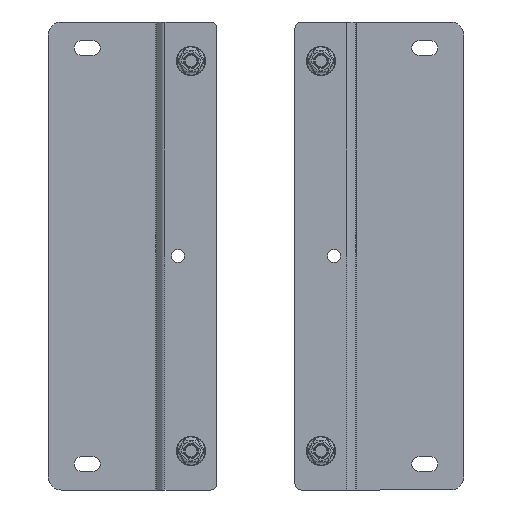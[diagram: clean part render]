
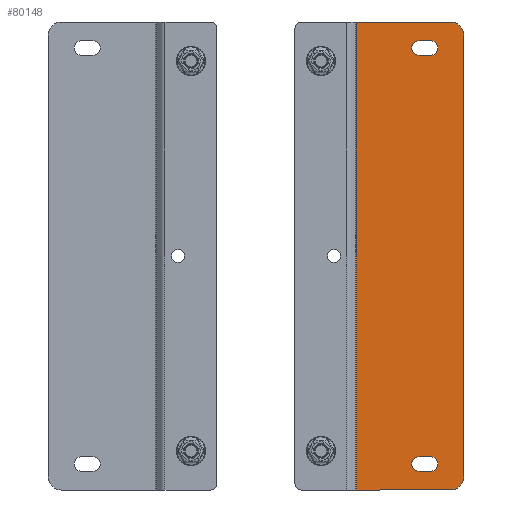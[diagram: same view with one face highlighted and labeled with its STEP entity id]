
A CAD part, front view. The second image highlights one B-rep face of the part: STEP entity #80148.
In plain terms, the highlighted planar face has unit normal (0, -1, 0).
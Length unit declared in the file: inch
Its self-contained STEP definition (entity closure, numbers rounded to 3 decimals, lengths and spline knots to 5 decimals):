
#449 = AXIS2_PLACEMENT_3D ( 'NONE', #16995, #36392, #23986 ) ;
#1272 = EDGE_CURVE ( 'NONE', #22650, #76024, #13540, .T. ) ;
#1478 = CARTESIAN_POINT ( 'NONE',  ( 2.21068, 0.125, -4.5 ) ) ;
#1576 = EDGE_CURVE ( 'NONE', #50543, #60375, #40924, .T. ) ;
#3469 = PLANE ( 'NONE',  #51530 ) ;
#3750 = ORIENTED_EDGE ( 'NONE', *, *, #32620, .T. ) ;
#3780 = CARTESIAN_POINT ( 'NONE',  ( 2.495, 0.125, 4.1405 ) ) ;
#4076 = ORIENTED_EDGE ( 'NONE', *, *, #18541, .T. ) ;
#4512 = DIRECTION ( 'NONE',  ( 0., 0., -1. ) ) ;
#7759 = LINE ( 'NONE', #45790, #80635 ) ;
#10053 = DIRECTION ( 'NONE',  ( 0., 0., -1. ) ) ;
#10874 = CIRCLE ( 'NONE', #69036, 0.25 ) ;
#11662 = CARTESIAN_POINT ( 'NONE',  ( 2.6045, 0.125, -4.1405 ) ) ;
#12422 = VERTEX_POINT ( 'NONE', #66959 ) ;
#13388 = DIRECTION ( 'NONE',  ( 1., 0., 0. ) ) ;
#13519 = VECTOR ( 'NONE', #13388, 39.37008 ) ;
#13540 = CIRCLE ( 'NONE', #25419, 0.25 ) ;
#14445 = DIRECTION ( 'NONE',  ( 0., 0., -1. ) ) ;
#16971 = CARTESIAN_POINT ( 'NONE',  ( 2.995, 0.125, 4.5 ) ) ;
#16995 = CARTESIAN_POINT ( 'NONE',  ( 2.3855, 0.125, -4. ) ) ;
#18541 = EDGE_CURVE ( 'NONE', #22650, #37418, #79639, .T. ) ;
#20022 = VECTOR ( 'NONE', #45277, 39.37008 ) ;
#20580 = AXIS2_PLACEMENT_3D ( 'NONE', #58981, #20584, #46142 ) ;
#20584 = DIRECTION ( 'NONE',  ( 0., 1., 0. ) ) ;
#21022 = VECTOR ( 'NONE', #74478, 39.37008 ) ;
#21045 = ORIENTED_EDGE ( 'NONE', *, *, #34134, .F. ) ;
#22467 = CARTESIAN_POINT ( 'NONE',  ( 1.17636, 0.125, -4.5 ) ) ;
#22650 = VERTEX_POINT ( 'NONE', #16971 ) ;
#22860 = FACE_OUTER_BOUND ( 'NONE', #71866, .T. ) ;
#22926 = ORIENTED_EDGE ( 'NONE', *, *, #31799, .T. ) ;
#23197 = LINE ( 'NONE', #3780, #21022 ) ;
#23696 = AXIS2_PLACEMENT_3D ( 'NONE', #78524, #77300, #14445 ) ;
#23986 = DIRECTION ( 'NONE',  ( 0., 0., -1. ) ) ;
#24012 = VECTOR ( 'NONE', #59981, 39.37008 ) ;
#24287 = CARTESIAN_POINT ( 'NONE',  ( 2.6045, 0.125, 3.8595 ) ) ;
#25419 = AXIS2_PLACEMENT_3D ( 'NONE', #54050, #73918, #44057 ) ;
#25707 = CARTESIAN_POINT ( 'NONE',  ( 2.995, 0.125, -4.5 ) ) ;
#27521 = CARTESIAN_POINT ( 'NONE',  ( 2.995, 0.125, -4.25 ) ) ;
#27568 = EDGE_CURVE ( 'NONE', #37418, #60461, #74046, .T. ) ;
#28111 = VERTEX_POINT ( 'NONE', #11662 ) ;
#28226 = CIRCLE ( 'NONE', #65226, 0.1405 ) ;
#28464 = ORIENTED_EDGE ( 'NONE', *, *, #76160, .F. ) ;
#29434 = EDGE_CURVE ( 'NONE', #40844, #60461, #64362, .T. ) ;
#29738 = EDGE_CURVE ( 'NONE', #41749, #72714, #68832, .T. ) ;
#30102 = DIRECTION ( 'NONE',  ( 0., 1., 0. ) ) ;
#30493 = VECTOR ( 'NONE', #79246, 39.37008 ) ;
#31799 = EDGE_CURVE ( 'NONE', #41749, #52638, #28226, .T. ) ;
#32050 = CIRCLE ( 'NONE', #449, 0.1405 ) ;
#32397 = EDGE_LOOP ( 'NONE', ( #59098, #46149, #22926, #28464 ) ) ;
#32620 = EDGE_CURVE ( 'NONE', #12422, #76024, #7759, .T. ) ;
#34134 = EDGE_CURVE ( 'NONE', #12422, #40844, #10874, .T. ) ;
#34137 = EDGE_LOOP ( 'NONE', ( #81132, #53867, #38246, #43360 ) ) ;
#34895 = EDGE_CURVE ( 'NONE', #74341, #60375, #32050, .T. ) ;
#34966 = CARTESIAN_POINT ( 'NONE',  ( 2.3855, 0.125, -3.8595 ) ) ;
#35112 = CARTESIAN_POINT ( 'NONE',  ( 2.3855, 0.125, 4. ) ) ;
#36080 = FACE_BOUND ( 'NONE', #34137, .T. ) ;
#36392 = DIRECTION ( 'NONE',  ( 0., 1., 0. ) ) ;
#36632 = ORIENTED_EDGE ( 'NONE', *, *, #27568, .T. ) ;
#37418 = VERTEX_POINT ( 'NONE', #77296 ) ;
#37668 = CARTESIAN_POINT ( 'NONE',  ( 2.3855, 0.125, -4.1405 ) ) ;
#38246 = ORIENTED_EDGE ( 'NONE', *, *, #34895, .T. ) ;
#38336 = EDGE_CURVE ( 'NONE', #50543, #28111, #56208, .T. ) ;
#39992 = DIRECTION ( 'NONE',  ( 0., 0., 1. ) ) ;
#40844 = VERTEX_POINT ( 'NONE', #25707 ) ;
#40924 = LINE ( 'NONE', #48369, #65077 ) ;
#41749 = VERTEX_POINT ( 'NONE', #69144 ) ;
#43173 = DIRECTION ( 'NONE',  ( 1., 0., 0. ) ) ;
#43360 = ORIENTED_EDGE ( 'NONE', *, *, #1576, .F. ) ;
#44057 = DIRECTION ( 'NONE',  ( 0., 0., -1. ) ) ;
#45119 = CARTESIAN_POINT ( 'NONE',  ( 3.245, 0.125, 4.25 ) ) ;
#45277 = DIRECTION ( 'NONE',  ( -1., 0., 0. ) ) ;
#45790 = CARTESIAN_POINT ( 'NONE',  ( 3.245, 0.125, 0. ) ) ;
#46142 = DIRECTION ( 'NONE',  ( 0., 0., -1. ) ) ;
#46149 = ORIENTED_EDGE ( 'NONE', *, *, #29738, .F. ) ;
#47644 = FACE_BOUND ( 'NONE', #32397, .T. ) ;
#48369 = CARTESIAN_POINT ( 'NONE',  ( 2.495, 0.125, -3.8595 ) ) ;
#50543 = VERTEX_POINT ( 'NONE', #72666 ) ;
#51530 = AXIS2_PLACEMENT_3D ( 'NONE', #54288, #55511, #10053 ) ;
#52369 = DIRECTION ( 'NONE',  ( 0., 0., -1. ) ) ;
#52638 = VERTEX_POINT ( 'NONE', #69727 ) ;
#53867 = ORIENTED_EDGE ( 'NONE', *, *, #62608, .F. ) ;
#54050 = CARTESIAN_POINT ( 'NONE',  ( 2.995, 0.125, 4.25 ) ) ;
#54288 = CARTESIAN_POINT ( 'NONE',  ( 1.17636, 0.125, 4.5 ) ) ;
#54385 = LINE ( 'NONE', #79237, #79265 ) ;
#54462 = ORIENTED_EDGE ( 'NONE', *, *, #29434, .F. ) ;
#55511 = DIRECTION ( 'NONE',  ( 0., -1., 0. ) ) ;
#56208 = CIRCLE ( 'NONE', #20580, 0.1405 ) ;
#58981 = CARTESIAN_POINT ( 'NONE',  ( 2.6045, 0.125, -4. ) ) ;
#59098 = ORIENTED_EDGE ( 'NONE', *, *, #59971, .T. ) ;
#59172 = CARTESIAN_POINT ( 'NONE',  ( 2.6045, 0.125, 4.1405 ) ) ;
#59556 = CARTESIAN_POINT ( 'NONE',  ( 1.17636, 0.125, 4.5 ) ) ;
#59971 = EDGE_CURVE ( 'NONE', #63857, #72714, #72594, .T. ) ;
#59981 = DIRECTION ( 'NONE',  ( 0., 0., -1. ) ) ;
#60375 = VERTEX_POINT ( 'NONE', #34966 ) ;
#60461 = VERTEX_POINT ( 'NONE', #22467 ) ;
#61409 = CARTESIAN_POINT ( 'NONE',  ( 2.21068, 0.125, 4.5 ) ) ;
#62608 = EDGE_CURVE ( 'NONE', #74341, #28111, #54385, .T. ) ;
#63857 = VERTEX_POINT ( 'NONE', #59172 ) ;
#64270 = CARTESIAN_POINT ( 'NONE',  ( 2.495, 0.125, 3.8595 ) ) ;
#64362 = LINE ( 'NONE', #1478, #20022 ) ;
#65077 = VECTOR ( 'NONE', #73620, 39.37008 ) ;
#65226 = AXIS2_PLACEMENT_3D ( 'NONE', #35112, #30102, #4512 ) ;
#66959 = CARTESIAN_POINT ( 'NONE',  ( 3.245, 0.125, -4.25 ) ) ;
#68832 = LINE ( 'NONE', #64270, #13519 ) ;
#69036 = AXIS2_PLACEMENT_3D ( 'NONE', #27521, #69764, #52369 ) ;
#69144 = CARTESIAN_POINT ( 'NONE',  ( 2.3855, 0.125, 3.8595 ) ) ;
#69727 = CARTESIAN_POINT ( 'NONE',  ( 2.3855, 0.125, 4.1405 ) ) ;
#69764 = DIRECTION ( 'NONE',  ( 0., 1., 0. ) ) ;
#71866 = EDGE_LOOP ( 'NONE', ( #3750, #76814, #4076, #36632, #54462, #21045 ) ) ;
#72594 = CIRCLE ( 'NONE', #23696, 0.1405 ) ;
#72666 = CARTESIAN_POINT ( 'NONE',  ( 2.6045, 0.125, -3.8595 ) ) ;
#72714 = VERTEX_POINT ( 'NONE', #24287 ) ;
#73620 = DIRECTION ( 'NONE',  ( -1., 0., 0. ) ) ;
#73918 = DIRECTION ( 'NONE',  ( 0., 1., 0. ) ) ;
#74046 = LINE ( 'NONE', #59556, #24012 ) ;
#74341 = VERTEX_POINT ( 'NONE', #37668 ) ;
#74478 = DIRECTION ( 'NONE',  ( -1., 0., 0. ) ) ;
#76024 = VERTEX_POINT ( 'NONE', #45119 ) ;
#76160 = EDGE_CURVE ( 'NONE', #63857, #52638, #23197, .T. ) ;
#76814 = ORIENTED_EDGE ( 'NONE', *, *, #1272, .F. ) ;
#77296 = CARTESIAN_POINT ( 'NONE',  ( 1.17636, 0.125, 4.5 ) ) ;
#77300 = DIRECTION ( 'NONE',  ( 0., 1., 0. ) ) ;
#78524 = CARTESIAN_POINT ( 'NONE',  ( 2.6045, 0.125, 4. ) ) ;
#79237 = CARTESIAN_POINT ( 'NONE',  ( 2.495, 0.125, -4.1405 ) ) ;
#79246 = DIRECTION ( 'NONE',  ( -1., 0., 0. ) ) ;
#79265 = VECTOR ( 'NONE', #43173, 39.37008 ) ;
#79639 = LINE ( 'NONE', #61409, #30493 ) ;
#80148 = ADVANCED_FACE ( 'NONE', ( #47644, #36080, #22860 ), #3469, .T. ) ;
#80635 = VECTOR ( 'NONE', #39992, 39.37008 ) ;
#81132 = ORIENTED_EDGE ( 'NONE', *, *, #38336, .T. ) ;
